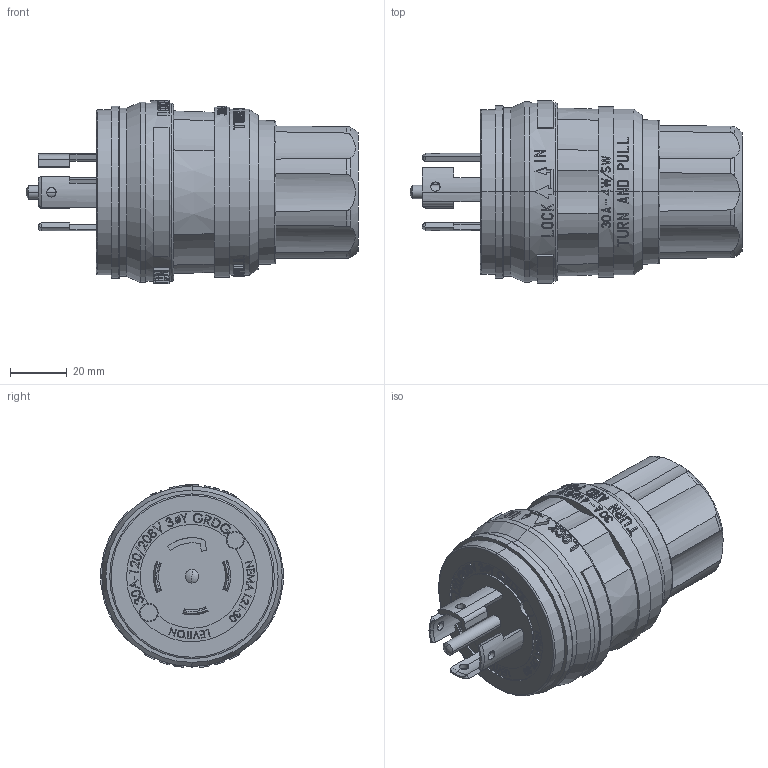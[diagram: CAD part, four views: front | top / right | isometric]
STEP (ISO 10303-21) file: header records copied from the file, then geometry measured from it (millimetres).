
FILE_DESCRIPTION (( 'STEP AP214' ), '1' );
FILE_NAME ('CATSTD-28W81-00X-M01.STEP', '2022-06-08T12:07:38', ( '' ), ( '' ), 'SwSTEP 2.0', 'SolidWorks 2020', '' );
FILE_SCHEMA (( 'AUTOMOTIVE_DESIGN' ));
Length unit declared in the file: inch
Products named in the file (1): CATSTD-28W81-00X-M01
Bounding box: 116.79 x 64.04 x 64.52 mm (x, y, z)
Volume: 219986.6 mm3; surface area: 25669.9 mm2
Topology: 1 solids, 1 shells, 1096 faces, 2904 edges, 1927 vertices
Faces by surface type: plane 670, cylinder 223, bspline 151, cone 34, torus 16, sphere 2
Entity records: 57233 total; most frequent: CARTESIAN_POINT 22467, ORIENTED_EDGE 5808, DIRECTION 4575, EDGE_CURVE 2904, VERTEX_POINT 1927, LINE 1655, VECTOR 1655, AXIS2_PLACEMENT_3D 1460
